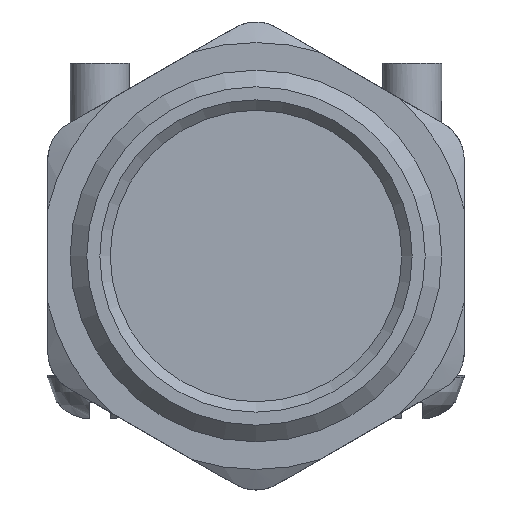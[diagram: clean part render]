
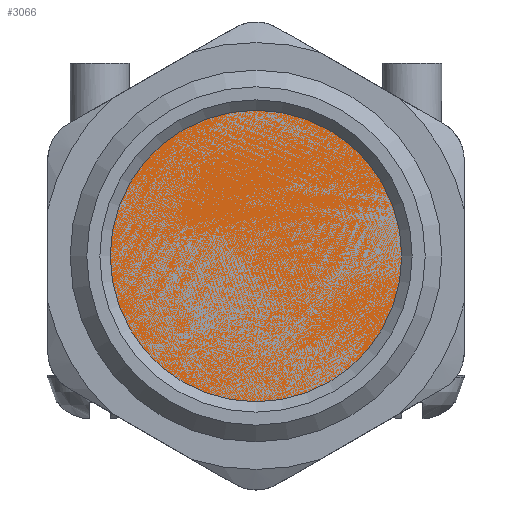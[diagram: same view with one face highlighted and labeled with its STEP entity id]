
A CAD part, left-side view. The second image highlights one B-rep face of the part: STEP entity #3066.
In plain terms, the highlighted planar face has unit normal (1, 0, 0).
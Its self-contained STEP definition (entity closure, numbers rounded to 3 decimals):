
#965=FACE_OUTER_BOUND('',#1152,.T.);
#1152=EDGE_LOOP('',(#2819));
#1276=CIRCLE('',#3381,8.925);
#1549=VERTEX_POINT('',#5745);
#1973=EDGE_CURVE('',#1549,#1549,#1276,.T.);
#2819=ORIENTED_EDGE('',*,*,#1973,.T.);
#2897=PLANE('',#3380);
#3066=ADVANCED_FACE('',(#965),#2897,.T.);
#3380=AXIS2_PLACEMENT_3D('',#5744,#4147,#4148);
#3381=AXIS2_PLACEMENT_3D('',#5746,#4149,#4150);
#4147=DIRECTION('center_axis',(1.,0.,0.));
#4148=DIRECTION('ref_axis',(0.,0.,-1.));
#4149=DIRECTION('center_axis',(1.,0.,0.));
#4150=DIRECTION('ref_axis',(0.,0.,
-1.));
#5744=CARTESIAN_POINT('Origin',(-7.321,0.002,0.102));
#5745=CARTESIAN_POINT('',(-7.321,8.927,0.102));
#5746=CARTESIAN_POINT('Origin',(-7.321,0.002,0.102));
